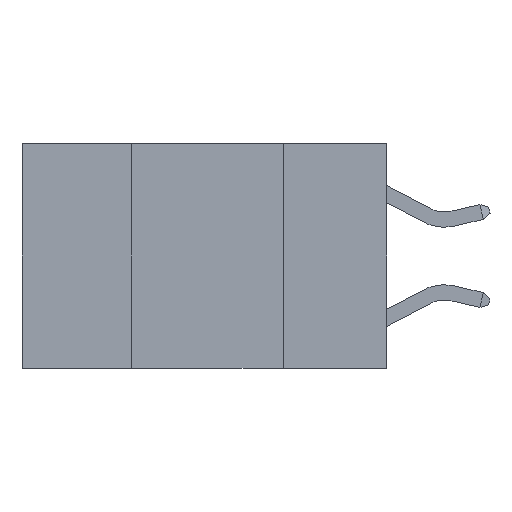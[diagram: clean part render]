
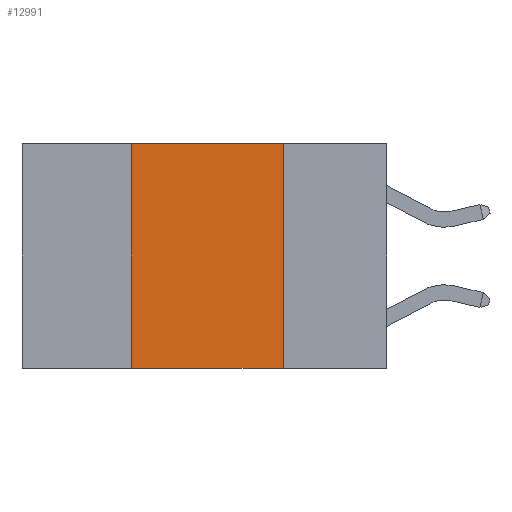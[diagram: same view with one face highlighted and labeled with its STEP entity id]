
A CAD part, left-side view. The second image highlights one B-rep face of the part: STEP entity #12991.
In plain terms, the highlighted planar face has unit normal (-1, 0, 0).
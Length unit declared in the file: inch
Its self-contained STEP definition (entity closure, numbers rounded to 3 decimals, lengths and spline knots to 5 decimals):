
#966 = LINE ( 'NONE', #23157, #6061 ) ;
#2505 = LINE ( 'NONE', #25069, #24704 ) ;
#3382 = VECTOR ( 'NONE', #14549, 39.37008 ) ;
#4636 = CARTESIAN_POINT ( 'NONE',  ( 0., 0.6, -0.37 ) ) ;
#5216 = FACE_OUTER_BOUND ( 'NONE', #12956, .T. ) ;
#5758 = VERTEX_POINT ( 'NONE', #6806 ) ;
#6061 = VECTOR ( 'NONE', #12515, 39.37008 ) ;
#6718 = EDGE_CURVE ( 'NONE', #27754, #5758, #966, .T. ) ;
#6806 = CARTESIAN_POINT ( 'NONE',  ( 0., 0.42, 0. ) ) ;
#6861 = CARTESIAN_POINT ( 'NONE',  ( 0., 0.6, 0. ) ) ;
#6911 = DIRECTION ( 'NONE',  ( 0., -1., 0. ) ) ;
#9028 = DIRECTION ( 'NONE',  ( 0., 0., -1. ) ) ;
#10116 = EDGE_CURVE ( 'NONE', #5758, #25438, #2505, .T. ) ;
#10514 = VERTEX_POINT ( 'NONE', #22358 ) ;
#12515 = DIRECTION ( 'NONE',  ( 0., 0., 1. ) ) ;
#12956 = EDGE_LOOP ( 'NONE', ( #21199, #22424, #27064, #19683 ) ) ;
#12991 = ADVANCED_FACE ( 'NONE', ( #5216 ), #19744, .F. ) ;
#14549 = DIRECTION ( 'NONE',  ( 0., 0., -1. ) ) ;
#15319 = EDGE_CURVE ( 'NONE', #25438, #10514, #26891, .T. ) ;
#16339 = EDGE_CURVE ( 'NONE', #27754, #10514, #24159, .T. ) ;
#16649 = DIRECTION ( 'NONE',  ( 0., -1., 0. ) ) ;
#18548 = VECTOR ( 'NONE', #6911, 39.37008 ) ;
#19683 = ORIENTED_EDGE ( 'NONE', *, *, #16339, .T. ) ;
#19744 = PLANE ( 'NONE',  #26002 ) ;
#20848 = CARTESIAN_POINT ( 'NONE',  ( 0., 0.17, 0. ) ) ;
#21199 = ORIENTED_EDGE ( 'NONE', *, *, #15319, .F. ) ;
#21520 = CARTESIAN_POINT ( 'NONE',  ( 0., 0.17, 0. ) ) ;
#21891 = DIRECTION ( 'NONE',  ( 1., 0., 0. ) ) ;
#22358 = CARTESIAN_POINT ( 'NONE',  ( 0., 0.17, -0.37 ) ) ;
#22424 = ORIENTED_EDGE ( 'NONE', *, *, #10116, .F. ) ;
#23157 = CARTESIAN_POINT ( 'NONE',  ( 0., 0.42, 0. ) ) ;
#24159 = LINE ( 'NONE', #4636, #18548 ) ;
#24704 = VECTOR ( 'NONE', #16649, 39.37008 ) ;
#25069 = CARTESIAN_POINT ( 'NONE',  ( 0., 0.6, 0. ) ) ;
#25438 = VERTEX_POINT ( 'NONE', #21520 ) ;
#26002 = AXIS2_PLACEMENT_3D ( 'NONE', #6861, #21891, #9028 ) ;
#26891 = LINE ( 'NONE', #20848, #3382 ) ;
#27064 = ORIENTED_EDGE ( 'NONE', *, *, #6718, .F. ) ;
#27161 = CARTESIAN_POINT ( 'NONE',  ( 0., 0.42, -0.37 ) ) ;
#27754 = VERTEX_POINT ( 'NONE', #27161 ) ;
